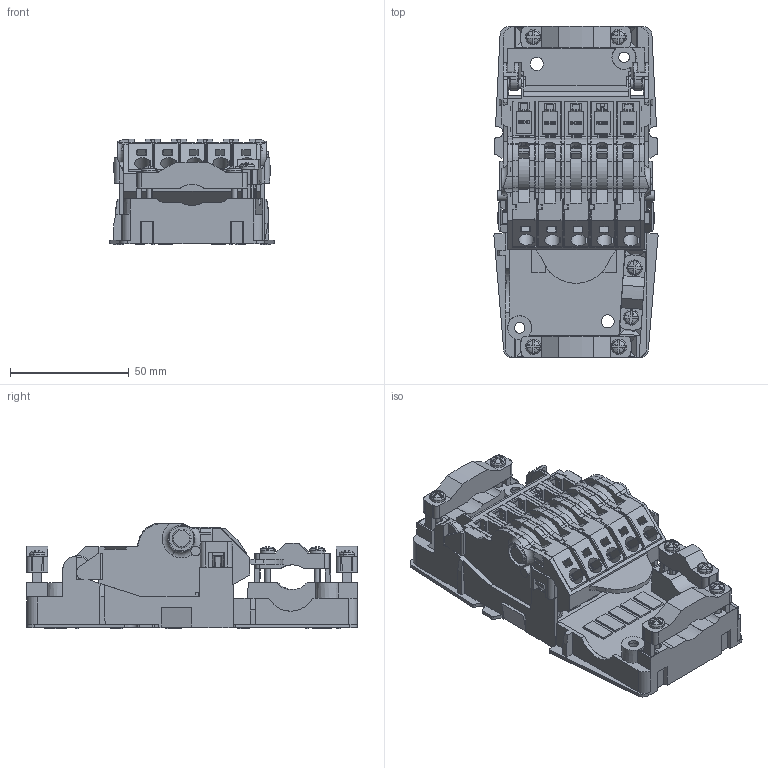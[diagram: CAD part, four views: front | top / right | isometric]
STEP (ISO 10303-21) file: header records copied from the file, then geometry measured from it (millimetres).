
FILE_DESCRIPTION(('CATIA V5 STEP Exchange','CAx-IF Rec.Pracs.--- Model Styling and Organization---1.5--- 2016-08-15','CAx-IF Rec.Pracs.---Supplemental Geometry---1.0---2011-11-01','CAx-IF Rec.Pracs.--- Composite Materials ---1.1---2010-07-15'),'2;1');
FILE_NAME ('028308-6_2', '2025-06-16T12:51:13+00:00', ('none'), ('Weidmueller'), 'CATIA Version 5-6 Release 2022 SP4 HF5', 'CATIA V5 STEP AP214 v3', 'none');
FILE_SCHEMA(('AUTOMOTIVE_DESIGN { 1 0 10303 214 1 1 1 1 }'));
Products named in the file (1): 1957620000
Bounding box: 69.21 x 139.5 x 44.65 mm (x, y, z)
Volume: 164279.5 mm3; surface area: 113769.4 mm2
Topology: 1 solids, 8 shells, 3549 faces, 10742 edges, 7243 vertices
Faces by surface type: plane 2475, cylinder 740, cone 179, torus 60, sphere 48, extrusion 37, bspline 10
Entity records: 122671 total; most frequent: CARTESIAN_POINT 28660, ORIENTED_EDGE 21460, DIRECTION 14726, EDGE_CURVE 10730, VECTOR 7837, LINE 7800, VERTEX_POINT 7243, AXIS2_PLACEMENT_3D 4318
